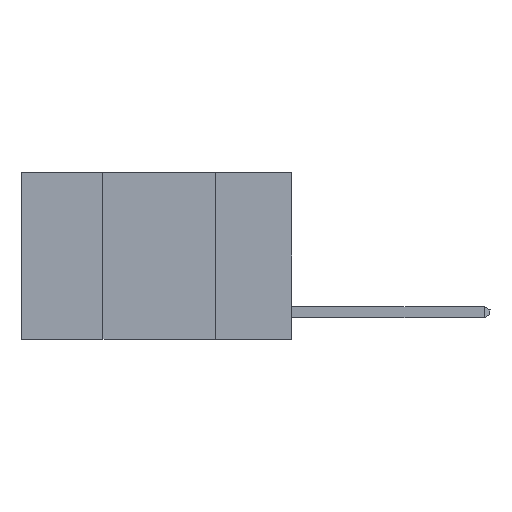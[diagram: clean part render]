
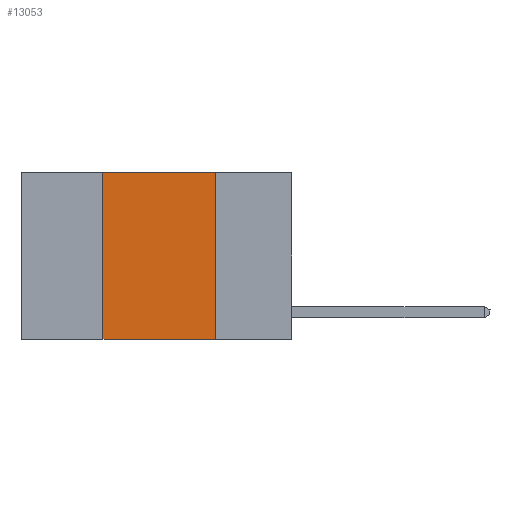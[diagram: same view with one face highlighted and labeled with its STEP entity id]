
A CAD part, left-side view. The second image highlights one B-rep face of the part: STEP entity #13053.
In plain terms, the highlighted planar face has unit normal (-1, 0, 0).
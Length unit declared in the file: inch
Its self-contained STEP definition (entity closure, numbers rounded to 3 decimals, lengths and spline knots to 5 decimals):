
#114 = VECTOR ( 'NONE', #3234, 39.37008 ) ;
#782 = FACE_OUTER_BOUND ( 'NONE', #2097, .T. ) ;
#1563 = DIRECTION ( 'NONE',  ( 1., 0., 0. ) ) ;
#1940 = AXIS2_PLACEMENT_3D ( 'NONE', #2683, #1563, #9363 ) ;
#2097 = EDGE_LOOP ( 'NONE', ( #12562, #12573, #12906, #12919 ) ) ;
#2134 = EDGE_CURVE ( 'NONE', #10934, #8747, #3821, .T. ) ;
#2683 = CARTESIAN_POINT ( 'NONE',  ( 0., 0.6, 0. ) ) ;
#3223 = LINE ( 'NONE', #8708, #114 ) ;
#3234 = DIRECTION ( 'NONE',  ( 0., -1., 0. ) ) ;
#3403 = CARTESIAN_POINT ( 'NONE',  ( 0., 0.17, 0. ) ) ;
#3821 = LINE ( 'NONE', #9430, #9358 ) ;
#4480 = EDGE_CURVE ( 'NONE', #10934, #9117, #3223, .T. ) ;
#4514 = DIRECTION ( 'NONE',  ( 0., 0., -1. ) ) ;
#6603 = DIRECTION ( 'NONE',  ( 0., 0., 1. ) ) ;
#6814 = CARTESIAN_POINT ( 'NONE',  ( 0., 0.6, 0. ) ) ;
#6818 = EDGE_CURVE ( 'NONE', #13571, #9117, #8931, .T. ) ;
#8141 = LINE ( 'NONE', #6814, #13324 ) ;
#8546 = CARTESIAN_POINT ( 'NONE',  ( 0., 0.17, -0.37 ) ) ;
#8708 = CARTESIAN_POINT ( 'NONE',  ( 0., 0.6, -0.37 ) ) ;
#8747 = VERTEX_POINT ( 'NONE', #11098 ) ;
#8931 = LINE ( 'NONE', #3403, #11348 ) ;
#9117 = VERTEX_POINT ( 'NONE', #8546 ) ;
#9320 = PLANE ( 'NONE',  #1940 ) ;
#9358 = VECTOR ( 'NONE', #6603, 39.37008 ) ;
#9363 = DIRECTION ( 'NONE',  ( 0., 0., -1. ) ) ;
#9430 = CARTESIAN_POINT ( 'NONE',  ( 0., 0.42, 0. ) ) ;
#9511 = CARTESIAN_POINT ( 'NONE',  ( 0., 0.42, -0.37 ) ) ;
#10934 = VERTEX_POINT ( 'NONE', #9511 ) ;
#11084 = DIRECTION ( 'NONE',  ( 0., -1., 0. ) ) ;
#11098 = CARTESIAN_POINT ( 'NONE',  ( 0., 0.42, 0. ) ) ;
#11348 = VECTOR ( 'NONE', #4514, 39.37008 ) ;
#11891 = CARTESIAN_POINT ( 'NONE',  ( 0., 0.17, 0. ) ) ;
#11929 = EDGE_CURVE ( 'NONE', #8747, #13571, #8141, .T. ) ;
#12562 = ORIENTED_EDGE ( 'NONE', *, *, #6818, .F. ) ;
#12573 = ORIENTED_EDGE ( 'NONE', *, *, #11929, .F. ) ;
#12906 = ORIENTED_EDGE ( 'NONE', *, *, #2134, .F. ) ;
#12919 = ORIENTED_EDGE ( 'NONE', *, *, #4480, .T. ) ;
#13053 = ADVANCED_FACE ( 'NONE', ( #782 ), #9320, .F. ) ;
#13324 = VECTOR ( 'NONE', #11084, 39.37008 ) ;
#13571 = VERTEX_POINT ( 'NONE', #11891 ) ;
